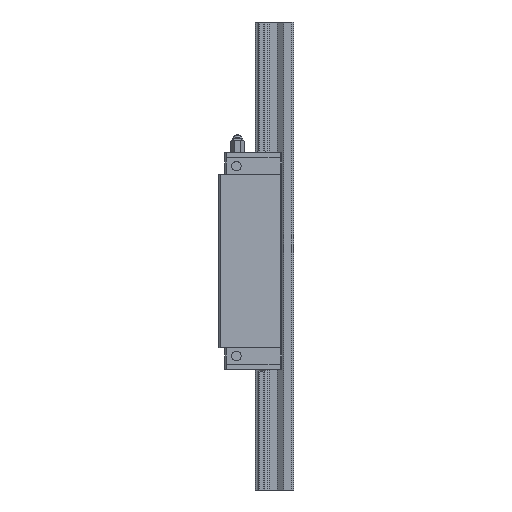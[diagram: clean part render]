
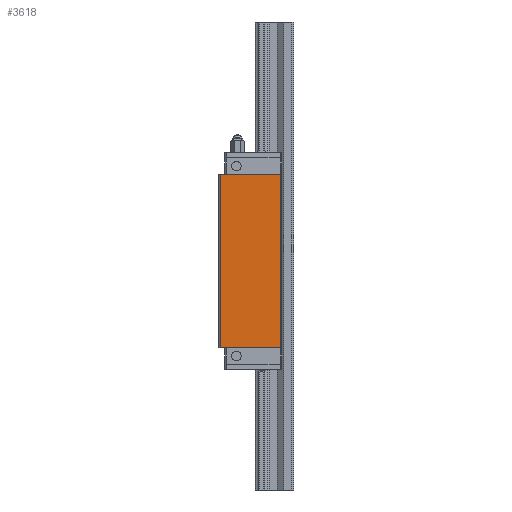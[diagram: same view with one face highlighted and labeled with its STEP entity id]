
A CAD part, left-side view. The second image highlights one B-rep face of the part: STEP entity #3618.
In plain terms, the highlighted face is planar.
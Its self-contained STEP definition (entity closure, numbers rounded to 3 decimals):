
#242 = VECTOR ( 'NONE', #3583, 1000. ) ;
#391 = EDGE_CURVE ( 'NONE', #6673, #1585, #3770, .T. ) ;
#395 = VERTEX_POINT ( 'NONE', #1275 ) ;
#493 = VERTEX_POINT ( 'NONE', #1959 ) ;
#538 = CARTESIAN_POINT ( 'NONE',  ( 30., 37., 51.8 ) ) ;
#862 = CARTESIAN_POINT ( 'NONE',  ( 30., 37., -51.8 ) ) ;
#1274 = ORIENTED_EDGE ( 'NONE', *, *, #7582, .T. ) ;
#1275 = CARTESIAN_POINT ( 'NONE',  ( 30., 1., 51.8 ) ) ;
#1343 = LINE ( 'NONE', #538, #7260 ) ;
#1585 = VERTEX_POINT ( 'NONE', #862 ) ;
#1794 = VECTOR ( 'NONE', #3011, 1000. ) ;
#1949 = ORIENTED_EDGE ( 'NONE', *, *, #7978, .T. ) ;
#1959 = CARTESIAN_POINT ( 'NONE',  ( 30., 37., 51.8 ) ) ;
#2107 = DIRECTION ( 'NONE',  ( 0., 1., 0. ) ) ;
#2456 = VECTOR ( 'NONE', #2107, 1000. ) ;
#2692 = DIRECTION ( 'NONE',  ( 0., 0., -1. ) ) ;
#2797 = ORIENTED_EDGE ( 'NONE', *, *, #7229, .T. ) ;
#2937 = CARTESIAN_POINT ( 'NONE',  ( 30., 1., -51.8 ) ) ;
#3011 = DIRECTION ( 'NONE',  ( 0., -1., 0. ) ) ;
#3515 = DIRECTION ( 'NONE',  ( 1., 0., 0. ) ) ;
#3583 = DIRECTION ( 'NONE',  ( 0., 0., -1. ) ) ;
#3618 = ADVANCED_FACE ( 'NONE', ( #6429 ), #5163, .T. ) ;
#3770 = LINE ( 'NONE', #2937, #2456 ) ;
#3835 = CARTESIAN_POINT ( 'NONE',  ( 30., 1., 51.8 ) ) ;
#4304 = CARTESIAN_POINT ( 'NONE',  ( 30., 1., -51.8 ) ) ;
#4347 = CARTESIAN_POINT ( 'NONE',  ( 30., 1., 51.8 ) ) ;
#4410 = CARTESIAN_POINT ( 'NONE',  ( 30., 1., 51.8 ) ) ;
#4652 = LINE ( 'NONE', #3835, #1794 ) ;
#4668 = ORIENTED_EDGE ( 'NONE', *, *, #391, .T. ) ;
#5163 = PLANE ( 'NONE',  #6230 ) ;
#5231 = LINE ( 'NONE', #4410, #242 ) ;
#6230 = AXIS2_PLACEMENT_3D ( 'NONE', #4347, #3515, #2692 ) ;
#6429 = FACE_OUTER_BOUND ( 'NONE', #7225, .T. ) ;
#6673 = VERTEX_POINT ( 'NONE', #4304 ) ;
#7225 = EDGE_LOOP ( 'NONE', ( #4668, #2797, #1274, #1949 ) ) ;
#7229 = EDGE_CURVE ( 'NONE', #1585, #493, #1343, .T. ) ;
#7260 = VECTOR ( 'NONE', #7776, 1000. ) ;
#7582 = EDGE_CURVE ( 'NONE', #493, #395, #4652, .T. ) ;
#7776 = DIRECTION ( 'NONE',  ( 0., 0., 1. ) ) ;
#7978 = EDGE_CURVE ( 'NONE', #395, #6673, #5231, .T. ) ;
